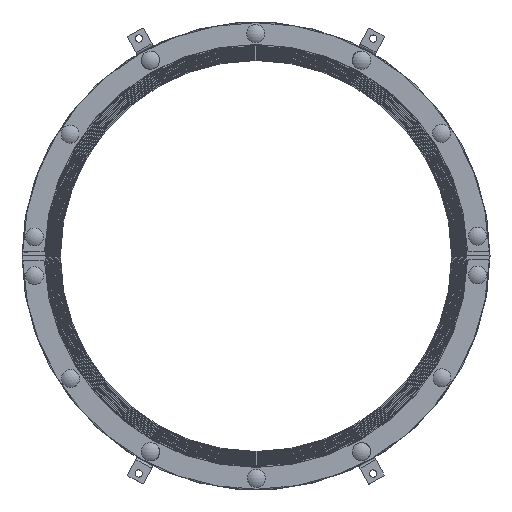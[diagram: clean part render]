
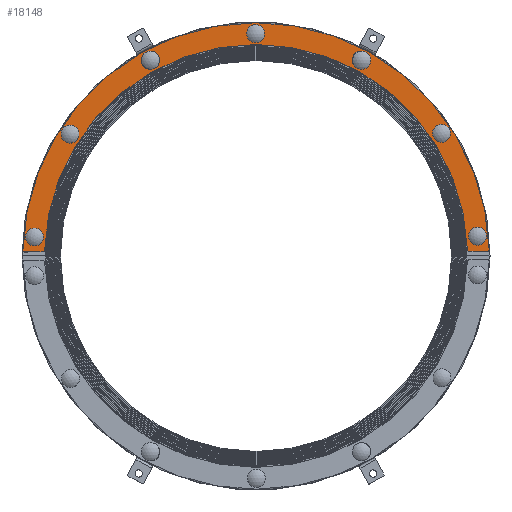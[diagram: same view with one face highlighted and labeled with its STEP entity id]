
A CAD part, top view. The second image highlights one B-rep face of the part: STEP entity #18148.
In plain terms, the highlighted planar face has unit normal (0, 0, 1).
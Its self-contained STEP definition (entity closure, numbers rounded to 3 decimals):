
#702=FACE_BOUND('',#3065,.T.);
#703=FACE_BOUND('',#3066,.T.);
#704=FACE_BOUND('',#3067,.T.);
#705=FACE_BOUND('',#3068,.T.);
#706=FACE_BOUND('',#3069,.T.);
#707=FACE_BOUND('',#3070,.T.);
#708=FACE_BOUND('',#3071,.T.);
#901=CIRCLE('',#19214,12.35);
#915=CIRCLE('',#19245,12.35);
#922=CIRCLE('',#19257,12.35);
#945=CIRCLE('',#19291,2.);
#947=CIRCLE('',#19295,2.);
#949=CIRCLE('',#19298,291.);
#952=CIRCLE('',#19302,2.);
#955=CIRCLE('',#19307,2.);
#958=CIRCLE('',#19311,321.);
#1060=CIRCLE('',#19511,12.35);
#1070=CIRCLE('',#19529,12.35);
#1080=CIRCLE('',#19547,12.35);
#1088=CIRCLE('',#19562,12.35);
#1967=FACE_OUTER_BOUND('',#3064,.T.);
#3064=EDGE_LOOP('',(#12347,#12348,#12349,#12350,#12351,#12352,#12353,#12354));
#3065=EDGE_LOOP('',(#12355));
#3066=EDGE_LOOP('',(#12356));
#3067=EDGE_LOOP('',(#12357));
#3068=EDGE_LOOP('',(#12358));
#3069=EDGE_LOOP('',(#12359));
#3070=EDGE_LOOP('',(#12360));
#3071=EDGE_LOOP('',(#12361));
#4150=LINE('',#27351,#5554);
#4156=LINE('',#27377,#5560);
#5554=VECTOR('',#21803,10.);
#5560=VECTOR('',#21831,10.);
#6981=VERTEX_POINT('',#27138);
#7005=VERTEX_POINT('',#27241);
#7012=VERTEX_POINT('',#27263);
#7040=VERTEX_POINT('',#27341);
#7041=VERTEX_POINT('',#27342);
#7044=VERTEX_POINT('',#27350);
#7046=VERTEX_POINT('',#27356);
#7048=VERTEX_POINT('',#27362);
#7051=VERTEX_POINT('',#27370);
#7053=VERTEX_POINT('',#27376);
#7056=VERTEX_POINT('',#27384);
#7219=VERTEX_POINT('',#27932);
#7229=VERTEX_POINT('',#27964);
#7239=VERTEX_POINT('',#27996);
#7247=VERTEX_POINT('',#28023);
#8727=EDGE_CURVE('',#6981,#6981,#901,.T.);
#8765=EDGE_CURVE('',#7005,#7005,#915,.T.);
#8775=EDGE_CURVE('',#7012,#7012,#922,.T.);
#8813=EDGE_CURVE('',#7040,#7041,#945,.T.);
#8817=EDGE_CURVE('',#7041,#7044,#4150,.T.);
#8820=EDGE_CURVE('',#7044,#7046,#947,.T.);
#8823=EDGE_CURVE('',#7046,#7048,#949,.T.);
#8827=EDGE_CURVE('',#7048,#7051,#952,.T.);
#8830=EDGE_CURVE('',#7051,#7053,#4156,.T.);
#8834=EDGE_CURVE('',#7053,#7056,#955,.T.);
#8838=EDGE_CURVE('',#7056,#7040,#958,.T.);
#9097=EDGE_CURVE('',#7219,#7219,#1060,.T.);
#9111=EDGE_CURVE('',#7229,#7229,#1070,.T.);
#9125=EDGE_CURVE('',#7239,#7239,#1080,.T.);
#9136=EDGE_CURVE('',#7247,#7247,#1088,.T.);
#12347=ORIENTED_EDGE('',*,*,#8813,.F.);
#12348=ORIENTED_EDGE('',*,*,#8838,.F.);
#12349=ORIENTED_EDGE('',*,*,#8834,.F.);
#12350=ORIENTED_EDGE('',*,*,#8830,.F.);
#12351=ORIENTED_EDGE('',*,*,#8827,.F.);
#12352=ORIENTED_EDGE('',*,*,#8823,.F.);
#12353=ORIENTED_EDGE('',*,*,#8820,.F.);
#12354=ORIENTED_EDGE('',*,*,#8817,.F.);
#12355=ORIENTED_EDGE('',*,*,#9125,.T.);
#12356=ORIENTED_EDGE('',*,*,#9097,.T.);
#12357=ORIENTED_EDGE('',*,*,#8765,.T.);
#12358=ORIENTED_EDGE('',*,*,#8775,.T.);
#12359=ORIENTED_EDGE('',*,*,#8727,.T.);
#12360=ORIENTED_EDGE('',*,*,#9111,.T.);
#12361=ORIENTED_EDGE('',*,*,#9136,.T.);
#16226=PLANE('',#19561);
#18148=ADVANCED_FACE('',(#1967,#702,#703,#704,#705,#706,#707,#708),#16226,
 .F.);
#19214=AXIS2_PLACEMENT_3D('',#27140,#21611,#21612);
#19245=AXIS2_PLACEMENT_3D('',#27243,#21685,#21686);
#19257=AXIS2_PLACEMENT_3D('',#27265,#21712,#21713);
#19291=AXIS2_PLACEMENT_3D('',#27343,#21795,#21796);
#19295=AXIS2_PLACEMENT_3D('',#27357,#21808,#21809);
#19298=AXIS2_PLACEMENT_3D('',#27363,#21815,#21816);
#19302=AXIS2_PLACEMENT_3D('',#27371,#21824,#21825);
#19307=AXIS2_PLACEMENT_3D('',#27385,#21838,#21839);
#19311=AXIS2_PLACEMENT_3D('',#27391,#21847,#21848);
#19511=AXIS2_PLACEMENT_3D('',#27934,#22392,#22393);
#19529=AXIS2_PLACEMENT_3D('',#27966,#22432,#22433);
#19547=AXIS2_PLACEMENT_3D('',#27998,#22472,#22473);
#19561=AXIS2_PLACEMENT_3D('',#28022,#22503,#22504);
#19562=AXIS2_PLACEMENT_3D('',#28024,#22505,#22506);
#21611=DIRECTION('center_axis',(0.,0.,
-1.));
#21612=DIRECTION('ref_axis',(0.473,0.881,0.));
#21685=DIRECTION('center_axis',(0.,0.,
-1.));
#21686=DIRECTION('ref_axis',(-0.476,0.879,0.));
#21712=DIRECTION('center_axis',(0.,0.,
-1.));
#21713=DIRECTION('ref_axis',(-0.996,0.085,0.));
#21795=DIRECTION('center_axis',(0.,0.,
-1.));
#21796=DIRECTION('ref_axis',(0.717,-0.697,0.));
#21803=DIRECTION('',(-1.,-0.002,0.));
#21808=DIRECTION('center_axis',(0.,0.,
-1.));
#21809=DIRECTION('ref_axis',(-0.696,-0.718,0.));
#21815=DIRECTION('center_axis',(0.,0.,
1.));
#21816=DIRECTION('ref_axis',(-1.,0.019,0.));
#21824=DIRECTION('center_axis',(0.,0.,
-1.));
#21825=DIRECTION('ref_axis',(0.699,-0.715,0.));
#21831=DIRECTION('',(-1.,-0.002,0.));
#21838=DIRECTION('center_axis',(0.,0.,
-1.));
#21839=DIRECTION('ref_axis',(-0.715,-0.699,0.));
#21847=DIRECTION('center_axis',(0.,0.,
-1.));
#21848=DIRECTION('ref_axis',(1.,-0.017,0.));
#22392=DIRECTION('center_axis',(0.,0.,
-1.));
#22393=DIRECTION('ref_axis',(-0.002,1.,0.));
#22432=DIRECTION('center_axis',(0.,0.,
-1.));
#22433=DIRECTION('ref_axis',(0.996,0.089,0.));
#22472=DIRECTION('center_axis',(0.,0.,
-1.));
#22473=DIRECTION('ref_axis',(-0.836,0.548,0.));
#22503=DIRECTION('center_axis',(0.,0.,
-1.));
#22504=DIRECTION('ref_axis',(-1.,-0.002,0.));
#22505=DIRECTION('center_axis',(0.,0.,
-1.));
#22506=DIRECTION('ref_axis',(0.834,0.551,0.));
#27138=CARTESIAN_POINT('',(138.855,258.746,73.));
#27140=CARTESIAN_POINT('Origin',(144.695,269.628,73.));
#27241=CARTESIAN_POINT('',(-139.847,258.211,73.));
#27243=CARTESIAN_POINT('Origin',(-145.729,269.071,73.));
#27263=CARTESIAN_POINT('',(-292.577,25.083,73.));
#27265=CARTESIAN_POINT('Origin',(-304.882,26.138,73.));
#27341=CARTESIAN_POINT('',(320.885,8.61,73.));
#27342=CARTESIAN_POINT('',(318.889,6.557,73.));
#27343=CARTESIAN_POINT('Origin',(318.885,8.557,73.));
#27350=CARTESIAN_POINT('',(292.88,6.511,73.));
#27351=CARTESIAN_POINT('',(290.927,6.508,73.));
#27356=CARTESIAN_POINT('',(290.877,8.453,73.));
#27357=CARTESIAN_POINT('Origin',(292.876,8.511,73.));
#27362=CARTESIAN_POINT('',(-290.905,7.438,73.));
#27363=CARTESIAN_POINT('Origin',(0.,0.,
73.));
#27370=CARTESIAN_POINT('',(-292.901,5.489,73.));
#27371=CARTESIAN_POINT('Origin',(-292.904,7.489,73.));
#27376=CARTESIAN_POINT('',(-318.91,5.443,73.));
#27377=CARTESIAN_POINT('',(-320.954,5.44,73.));
#27384=CARTESIAN_POINT('',(-320.913,7.49,73.));
#27385=CARTESIAN_POINT('Origin',(-318.913,7.443,73.));
#27391=CARTESIAN_POINT('Origin',(0.,0.,
73.));
#27932=CARTESIAN_POINT('',(-0.564,293.649,73.));
#27934=CARTESIAN_POINT('Origin',(-0.587,305.999,73.));
#27964=CARTESIAN_POINT('',(292.478,26.206,73.));
#27966=CARTESIAN_POINT('Origin',(304.779,27.308,73.));
#27996=CARTESIAN_POINT('',(-245.632,160.921,73.));
#27998=CARTESIAN_POINT('Origin',(-255.962,167.688,73.));
#28022=CARTESIAN_POINT('Origin',(-0.303,173.537,73.));
#28023=CARTESIAN_POINT('',(245.012,161.863,73.));
#28024=CARTESIAN_POINT('Origin',(255.316,168.67,73.));
